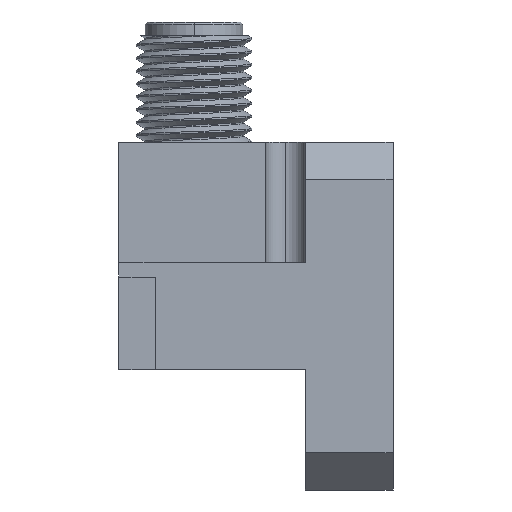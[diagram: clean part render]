
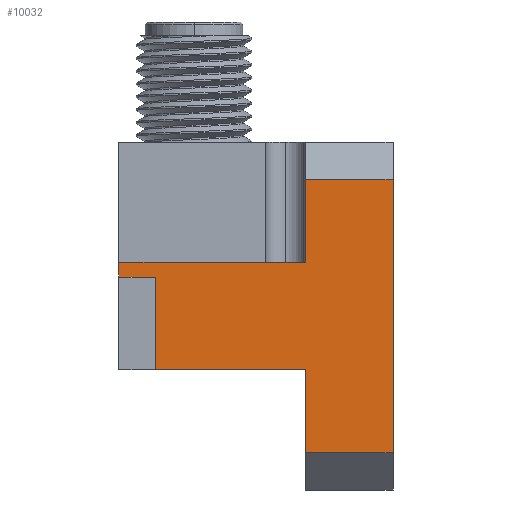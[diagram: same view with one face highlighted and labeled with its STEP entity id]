
A CAD part, left-side view. The second image highlights one B-rep face of the part: STEP entity #10032.
In plain terms, the highlighted planar face has unit normal (-1, 0, 0).
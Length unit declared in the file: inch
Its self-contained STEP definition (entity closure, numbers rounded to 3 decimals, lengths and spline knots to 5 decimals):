
#46 = VERTEX_POINT ( 'NONE', #5677 ) ;
#88 = CARTESIAN_POINT ( 'NONE',  ( -0.375, 0.189, -0.295 ) ) ;
#198 = EDGE_CURVE ( 'NONE', #8693, #8009, #5760, .T. ) ;
#208 = CARTESIAN_POINT ( 'NONE',  ( -0.375, 0.189, 0.375 ) ) ;
#240 = EDGE_CURVE ( 'NONE', #46, #6068, #5265, .T. ) ;
#253 = LINE ( 'NONE', #1867, #10039 ) ;
#380 = VERTEX_POINT ( 'NONE', #2412 ) ;
#392 = VERTEX_POINT ( 'NONE', #5772 ) ;
#530 = ORIENTED_EDGE ( 'NONE', *, *, #8755, .T. ) ;
#681 = EDGE_CURVE ( 'NONE', #6158, #8693, #5509, .T. ) ;
#815 = ORIENTED_EDGE ( 'NONE', *, *, #10111, .F. ) ;
#1429 = VERTEX_POINT ( 'NONE', #2305 ) ;
#1721 = VECTOR ( 'NONE', #4191, 39.37008 ) ;
#1833 = CARTESIAN_POINT ( 'NONE',  ( -0.375, 0.189, 0.084 ) ) ;
#1867 = CARTESIAN_POINT ( 'NONE',  ( -0.375, 0.189, 0.116 ) ) ;
#2188 = CARTESIAN_POINT ( 'NONE',  ( -0.375, 0.189, -0.116 ) ) ;
#2305 = CARTESIAN_POINT ( 'NONE',  ( -0.375, 0.189, -0.116 ) ) ;
#2412 = CARTESIAN_POINT ( 'NONE',  ( -0.375, 0.513, -0.116 ) ) ;
#2477 = CARTESIAN_POINT ( 'NONE',  ( -0.375, 0.189, 0.295 ) ) ;
#2525 = VECTOR ( 'NONE', #2626, 39.37008 ) ;
#2626 = DIRECTION ( 'NONE',  ( 0., -1., 0. ) ) ;
#2697 = ORIENTED_EDGE ( 'NONE', *, *, #4887, .F. ) ;
#3017 = FACE_OUTER_BOUND ( 'NONE', #10199, .T. ) ;
#3175 = LINE ( 'NONE', #2477, #9564 ) ;
#3206 = LINE ( 'NONE', #5860, #1721 ) ;
#3335 = CARTESIAN_POINT ( 'NONE',  ( -0.375, 0.189, 0.295 ) ) ;
#3407 = CARTESIAN_POINT ( 'NONE',  ( -0.375, 0.189, -0.295 ) ) ;
#3674 = ORIENTED_EDGE ( 'NONE', *, *, #681, .T. ) ;
#3684 = LINE ( 'NONE', #208, #4507 ) ;
#4191 = DIRECTION ( 'NONE',  ( 0., 0., 1. ) ) ;
#4193 = DIRECTION ( 'NONE',  ( 0., 0., 1. ) ) ;
#4410 = VECTOR ( 'NONE', #5751, 39.37008 ) ;
#4507 = VECTOR ( 'NONE', #4193, 39.37008 ) ;
#4568 = VECTOR ( 'NONE', #5458, 39.37008 ) ;
#4828 = EDGE_CURVE ( 'NONE', #6158, #1429, #8818, .T. ) ;
#4887 = EDGE_CURVE ( 'NONE', #46, #9751, #3206, .T. ) ;
#4894 = VERTEX_POINT ( 'NONE', #3335 ) ;
#5034 = DIRECTION ( 'NONE',  ( 0., 0., -1. ) ) ;
#5097 = CARTESIAN_POINT ( 'NONE',  ( -0.375, 0., -0.295 ) ) ;
#5265 = LINE ( 'NONE', #1833, #2525 ) ;
#5458 = DIRECTION ( 'NONE',  ( 0., 1., 0. ) ) ;
#5509 = LINE ( 'NONE', #88, #9006 ) ;
#5677 = CARTESIAN_POINT ( 'NONE',  ( -0.375, 0.591, 0.084 ) ) ;
#5751 = DIRECTION ( 'NONE',  ( 0., 0., 1. ) ) ;
#5760 = LINE ( 'NONE', #6038, #7977 ) ;
#5772 = CARTESIAN_POINT ( 'NONE',  ( -0.375, 0.189, 0.116 ) ) ;
#5819 = CARTESIAN_POINT ( 'NONE',  ( -0.375, 0.513, 0.375 ) ) ;
#5860 = CARTESIAN_POINT ( 'NONE',  ( -0.375, 0.591, 0.116 ) ) ;
#5993 = PLANE ( 'NONE',  #6785 ) ;
#6038 = CARTESIAN_POINT ( 'NONE',  ( -0.375, 0., 0.375 ) ) ;
#6068 = VERTEX_POINT ( 'NONE', #7800 ) ;
#6086 = ORIENTED_EDGE ( 'NONE', *, *, #240, .T. ) ;
#6098 = LINE ( 'NONE', #2188, #4568 ) ;
#6158 = VERTEX_POINT ( 'NONE', #3407 ) ;
#6648 = ORIENTED_EDGE ( 'NONE', *, *, #4828, .F. ) ;
#6651 = DIRECTION ( 'NONE',  ( 0., 0., -1. ) ) ;
#6779 = EDGE_CURVE ( 'NONE', #1429, #380, #6098, .T. ) ;
#6785 = AXIS2_PLACEMENT_3D ( 'NONE', #6793, #10126, #5034 ) ;
#6793 = CARTESIAN_POINT ( 'NONE',  ( -0.375, 0.189, 0.375 ) ) ;
#6859 = EDGE_CURVE ( 'NONE', #6068, #380, #9212, .T. ) ;
#6877 = DIRECTION ( 'NONE',  ( 0., 0., 1. ) ) ;
#7022 = VECTOR ( 'NONE', #6651, 39.37008 ) ;
#7356 = ORIENTED_EDGE ( 'NONE', *, *, #9448, .F. ) ;
#7434 = CARTESIAN_POINT ( 'NONE',  ( -0.375, 0.189, 0.375 ) ) ;
#7517 = DIRECTION ( 'NONE',  ( 0., 1., 0. ) ) ;
#7635 = DIRECTION ( 'NONE',  ( 0., -1., 0. ) ) ;
#7800 = CARTESIAN_POINT ( 'NONE',  ( -0.375, 0.513, 0.084 ) ) ;
#7839 = CARTESIAN_POINT ( 'NONE',  ( -0.375, 0., 0.295 ) ) ;
#7977 = VECTOR ( 'NONE', #6877, 39.37008 ) ;
#8009 = VERTEX_POINT ( 'NONE', #7839 ) ;
#8434 = ORIENTED_EDGE ( 'NONE', *, *, #198, .T. ) ;
#8693 = VERTEX_POINT ( 'NONE', #5097 ) ;
#8755 = EDGE_CURVE ( 'NONE', #8009, #4894, #3175, .T. ) ;
#8818 = LINE ( 'NONE', #7434, #4410 ) ;
#9006 = VECTOR ( 'NONE', #9196, 39.37008 ) ;
#9196 = DIRECTION ( 'NONE',  ( 0., -1., 0. ) ) ;
#9212 = LINE ( 'NONE', #5819, #7022 ) ;
#9448 = EDGE_CURVE ( 'NONE', #392, #4894, #3684, .T. ) ;
#9564 = VECTOR ( 'NONE', #7517, 39.37008 ) ;
#9751 = VERTEX_POINT ( 'NONE', #10272 ) ;
#10032 = ADVANCED_FACE ( 'NONE', ( #3017 ), #5993, .F. ) ;
#10039 = VECTOR ( 'NONE', #7635, 39.37008 ) ;
#10111 = EDGE_CURVE ( 'NONE', #9751, #392, #253, .T. ) ;
#10126 = DIRECTION ( 'NONE',  ( 1., 0., 0. ) ) ;
#10154 = ORIENTED_EDGE ( 'NONE', *, *, #6779, .F. ) ;
#10199 = EDGE_LOOP ( 'NONE', ( #6086, #10265, #10154, #6648, #3674, #8434, #530, #7356, #815, #2697 ) ) ;
#10265 = ORIENTED_EDGE ( 'NONE', *, *, #6859, .T. ) ;
#10272 = CARTESIAN_POINT ( 'NONE',  ( -0.375, 0.591, 0.116 ) ) ;
